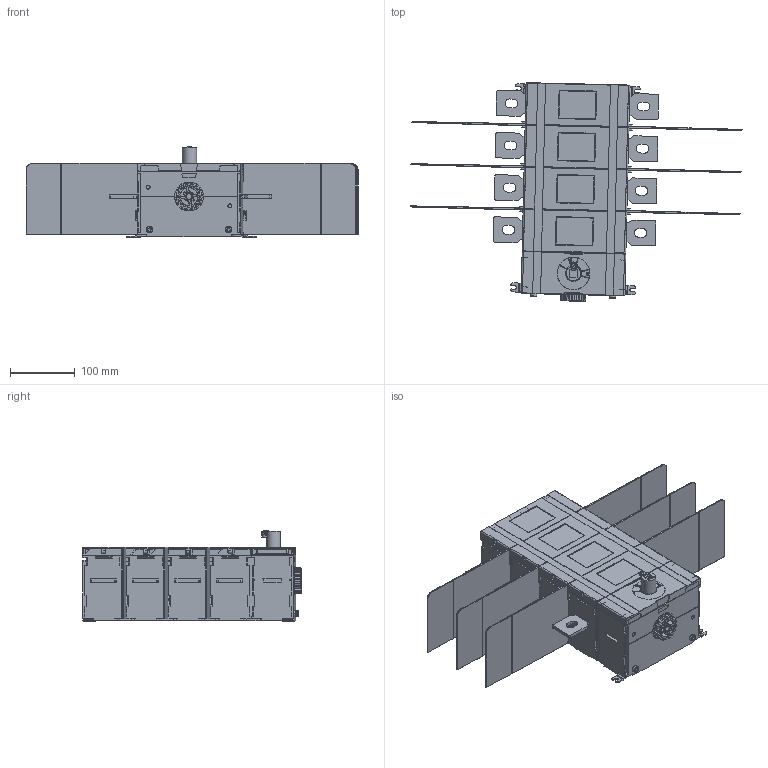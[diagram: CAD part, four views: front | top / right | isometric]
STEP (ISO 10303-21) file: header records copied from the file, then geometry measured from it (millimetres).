
FILE_DESCRIPTION((''),'2;1');
FILE_NAME('OT600U40_IGS','2018-08-10T',('FIALBJO'),(''),'CREO PARAMETRIC BY PTC INC, 2017480','CREO PARAMETRIC BY PTC INC, 2017480','');
FILE_SCHEMA(('AUTOMOTIVE_DESIGN { 1 0 10303 214 1 1 1 1 }'));
Products named in the file (1): OT600U40_IGS
Bounding box: 511.96 x 337.25 x 140 mm (x, y, z)
Volume: 6094294.5 mm3; surface area: 553585.5 mm2
Topology: 36 solids, 44 shells, 4355 faces, 11873 edges, 7614 vertices
Faces by surface type: plane 2608, cylinder 1156, torus 245, bspline 232, cone 70, sphere 36, extrusion 8
Entity records: 171827 total; most frequent: CARTESIAN_POINT 64435, ORIENTED_EDGE 23682, DIRECTION 20264, EDGE_CURVE 11841, VECTOR 8000, LINE 7992, VERTEX_POINT 7614, AXIS2_PLACEMENT_3D 6132
